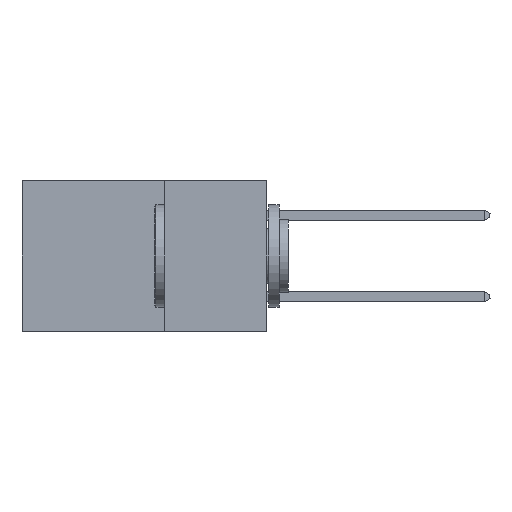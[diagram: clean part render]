
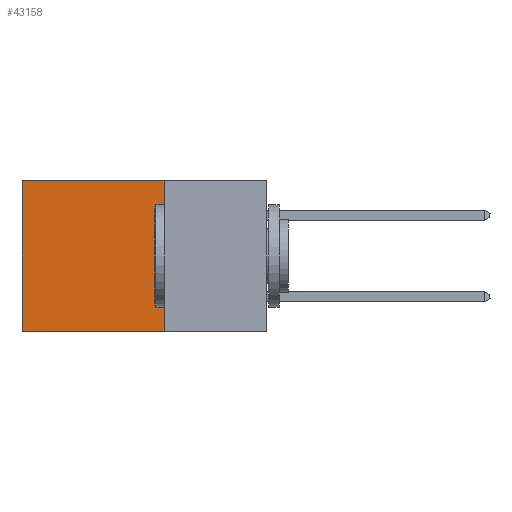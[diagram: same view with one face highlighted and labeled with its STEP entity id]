
A CAD part, left-side view. The second image highlights one B-rep face of the part: STEP entity #43158.
In plain terms, the highlighted planar face has unit normal (-1, 0, 0).
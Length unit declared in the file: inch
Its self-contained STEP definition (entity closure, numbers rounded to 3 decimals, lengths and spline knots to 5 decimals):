
#2298 = LINE ( 'NONE', #17753, #37977 ) ;
#3131 = LINE ( 'NONE', #32868, #44175 ) ;
#4528 = VERTEX_POINT ( 'NONE', #35838 ) ;
#5390 = VERTEX_POINT ( 'NONE', #34571 ) ;
#5979 = VERTEX_POINT ( 'NONE', #31067 ) ;
#7733 = CARTESIAN_POINT ( 'NONE',  ( 0.2875, 0.6, -0.37 ) ) ;
#9784 = CARTESIAN_POINT ( 'NONE',  ( 0.2875, 0.25, 0. ) ) ;
#9796 = FACE_OUTER_BOUND ( 'NONE', #18065, .T. ) ;
#11476 = EDGE_CURVE ( 'NONE', #5390, #4528, #2298, .T. ) ;
#11811 = EDGE_CURVE ( 'NONE', #5979, #27534, #44695, .T. ) ;
#12052 = DIRECTION ( 'NONE',  ( 0., 1., 0. ) ) ;
#12747 = DIRECTION ( 'NONE',  ( 1., 0., 0. ) ) ;
#12974 = ORIENTED_EDGE ( 'NONE', *, *, #42559, .T. ) ;
#15046 = ORIENTED_EDGE ( 'NONE', *, *, #11476, .F. ) ;
#17753 = CARTESIAN_POINT ( 'NONE',  ( 0.2875, 0.25, 0. ) ) ;
#18065 = EDGE_LOOP ( 'NONE', ( #30683, #37473, #15046, #12974 ) ) ;
#18087 = LINE ( 'NONE', #9784, #35366 ) ;
#20337 = DIRECTION ( 'NONE',  ( 0., 1., 0. ) ) ;
#21313 = EDGE_CURVE ( 'NONE', #4528, #27534, #3131, .T. ) ;
#21662 = AXIS2_PLACEMENT_3D ( 'NONE', #36613, #12747, #40100 ) ;
#22732 = CARTESIAN_POINT ( 'NONE',  ( 0.2875, 0.6, 0. ) ) ;
#27534 = VERTEX_POINT ( 'NONE', #7733 ) ;
#30683 = ORIENTED_EDGE ( 'NONE', *, *, #11811, .T. ) ;
#31067 = CARTESIAN_POINT ( 'NONE',  ( 0.2875, 0.6, 0. ) ) ;
#31482 = DIRECTION ( 'NONE',  ( 0., 0., -1. ) ) ;
#32868 = CARTESIAN_POINT ( 'NONE',  ( 0.2875, 0.25, -0.37 ) ) ;
#33554 = PLANE ( 'NONE',  #21662 ) ;
#34458 = VECTOR ( 'NONE', #40095, 39.37008 ) ;
#34571 = CARTESIAN_POINT ( 'NONE',  ( 0.2875, 0.25, 0. ) ) ;
#35366 = VECTOR ( 'NONE', #20337, 39.37008 ) ;
#35838 = CARTESIAN_POINT ( 'NONE',  ( 0.2875, 0.25, -0.37 ) ) ;
#36613 = CARTESIAN_POINT ( 'NONE',  ( 0.2875, 0.25, 0. ) ) ;
#37473 = ORIENTED_EDGE ( 'NONE', *, *, #21313, .F. ) ;
#37977 = VECTOR ( 'NONE', #31482, 39.37008 ) ;
#40095 = DIRECTION ( 'NONE',  ( 0., 0., -1. ) ) ;
#40100 = DIRECTION ( 'NONE',  ( 0., 0., -1. ) ) ;
#42559 = EDGE_CURVE ( 'NONE', #5390, #5979, #18087, .T. ) ;
#43158 = ADVANCED_FACE ( 'NONE', ( #9796 ), #33554, .F. ) ;
#44175 = VECTOR ( 'NONE', #12052, 39.37008 ) ;
#44695 = LINE ( 'NONE', #22732, #34458 ) ;
